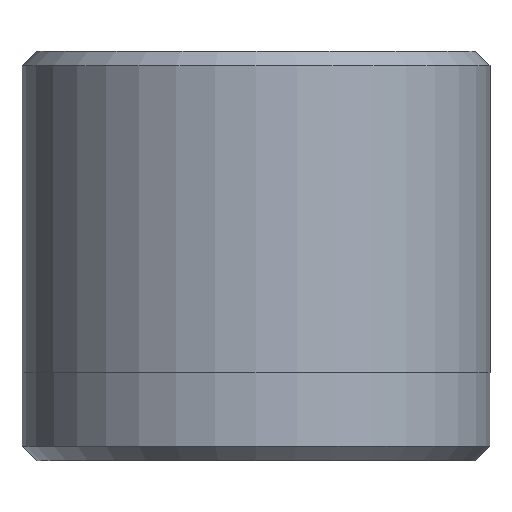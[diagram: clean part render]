
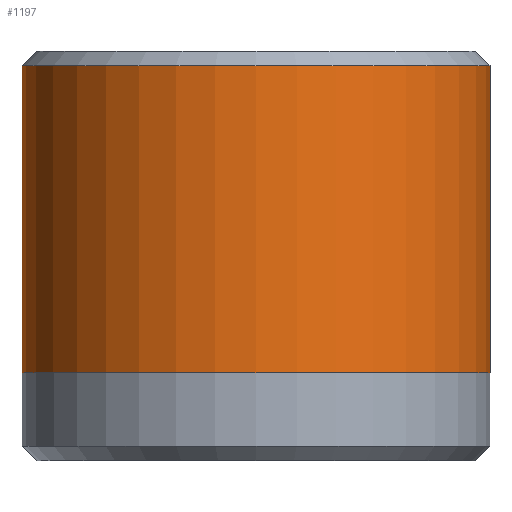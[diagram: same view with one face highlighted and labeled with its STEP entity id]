
A CAD part, front view. The second image highlights one B-rep face of the part: STEP entity #1197.
In plain terms, the highlighted cylindrical face has radius 8 mm (diameter 16 mm), a partial arc.
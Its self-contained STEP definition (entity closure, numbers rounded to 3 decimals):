
#78 = DIRECTION ( 'NONE',  ( 0., 0., -1. ) ) ;
#97 = DIRECTION ( 'NONE',  ( 0., 0., -1. ) ) ;
#201 = DIRECTION ( 'NONE',  ( -1., 0., 0. ) ) ;
#221 = CARTESIAN_POINT ( 'NONE',  ( 0., 0., 3. ) ) ;
#230 = CARTESIAN_POINT ( 'NONE',  ( 8., 0., 14. ) ) ;
#262 = ORIENTED_EDGE ( 'NONE', *, *, #617, .T. ) ;
#289 = VERTEX_POINT ( 'NONE', #456 ) ;
#326 = AXIS2_PLACEMENT_3D ( 'NONE', #221, #1095, #355 ) ;
#355 = DIRECTION ( 'NONE',  ( -1., 0., 0. ) ) ;
#394 = VECTOR ( 'NONE', #78, 1000. ) ;
#396 = ORIENTED_EDGE ( 'NONE', *, *, #586, .T. ) ;
#398 = VERTEX_POINT ( 'NONE', #1484 ) ;
#418 = AXIS2_PLACEMENT_3D ( 'NONE', #738, #1510, #848 ) ;
#456 = CARTESIAN_POINT ( 'NONE',  ( -8., 0., 13.5 ) ) ;
#553 = EDGE_CURVE ( 'NONE', #967, #398, #668, .T. ) ;
#586 = EDGE_CURVE ( 'NONE', #289, #949, #1037, .T. ) ;
#599 = VECTOR ( 'NONE', #97, 1000. ) ;
#617 = EDGE_CURVE ( 'NONE', #967, #289, #1006, .T. ) ;
#618 = ORIENTED_EDGE ( 'NONE', *, *, #553, .F. ) ;
#621 = EDGE_CURVE ( 'NONE', #398, #949, #1271, .T. ) ;
#668 = LINE ( 'NONE', #230, #599 ) ;
#673 = CARTESIAN_POINT ( 'NONE',  ( -8., 0., 3. ) ) ;
#738 = CARTESIAN_POINT ( 'NONE',  ( 0., 0., 13.5 ) ) ;
#811 = FACE_OUTER_BOUND ( 'NONE', #1279, .T. ) ;
#844 = CARTESIAN_POINT ( 'NONE',  ( -8., 0., 14. ) ) ;
#848 = DIRECTION ( 'NONE',  ( 1., 0., 0. ) ) ;
#949 = VERTEX_POINT ( 'NONE', #673 ) ;
#967 = VERTEX_POINT ( 'NONE', #1362 ) ;
#1006 = CIRCLE ( 'NONE', #418, 8. ) ;
#1037 = LINE ( 'NONE', #844, #394 ) ;
#1080 = CARTESIAN_POINT ( 'NONE',  ( 0., 0., 14. ) ) ;
#1095 = DIRECTION ( 'NONE',  ( 0., 0., -1. ) ) ;
#1146 = ORIENTED_EDGE ( 'NONE', *, *, #621, .F. ) ;
#1173 = CYLINDRICAL_SURFACE ( 'NONE', #1176, 8. ) ;
#1176 = AXIS2_PLACEMENT_3D ( 'NONE', #1080, #1205, #201 ) ;
#1197 = ADVANCED_FACE ( 'NONE', ( #811 ), #1173, .T. ) ;
#1205 = DIRECTION ( 'NONE',  ( 0., 0., -1. ) ) ;
#1271 = CIRCLE ( 'NONE', #326, 8. ) ;
#1279 = EDGE_LOOP ( 'NONE', ( #618, #262, #396, #1146 ) ) ;
#1362 = CARTESIAN_POINT ( 'NONE',  ( 8., 0., 13.5 ) ) ;
#1484 = CARTESIAN_POINT ( 'NONE',  ( 8., 0., 3. ) ) ;
#1510 = DIRECTION ( 'NONE',  ( 0., 0., -1. ) ) ;
